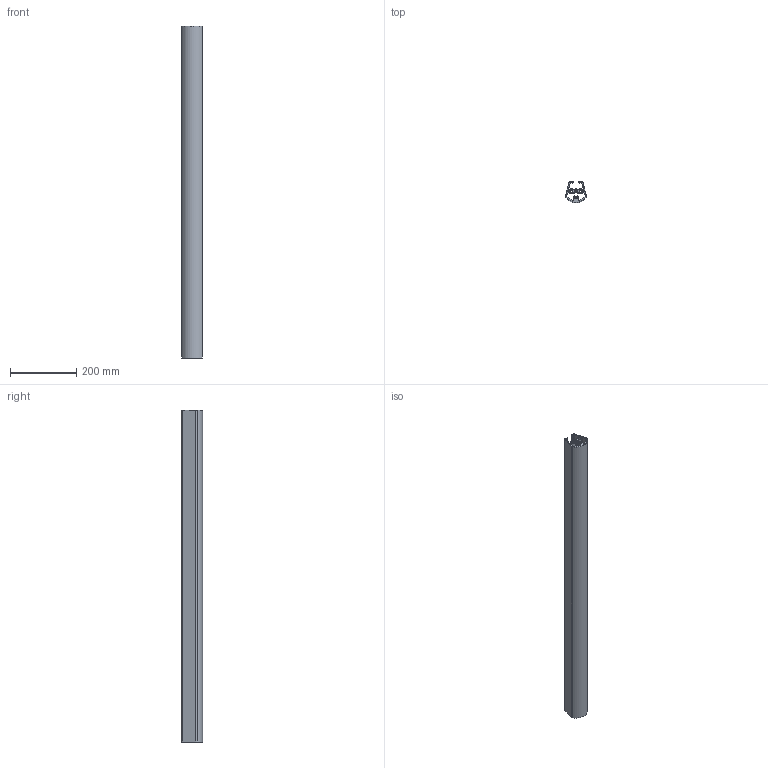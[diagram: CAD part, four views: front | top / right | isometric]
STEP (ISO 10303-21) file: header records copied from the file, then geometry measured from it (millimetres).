
FILE_DESCRIPTION (( 'STEP AP203' ), '1' );
FILE_NAME ('49451002.STEP', '2013-07-25T06:32:34', ( 'fem' ), ( 'Hewlett-Packard Company' ), 'SwSTEP 2.0', 'SolidWorks 2011', '' );
FILE_SCHEMA (( 'CONFIG_CONTROL_DESIGN' ));
Length unit declared in the file: millimetre
Products named in the file (1): 49451002
Bounding box: 63.06 x 63.98 x 1000 mm (x, y, z)
Volume: 1203103.1 mm3; surface area: 575291.5 mm2
Topology: 1 solids, 1 shells, 138 faces, 353 edges, 217 vertices
Faces by surface type: cylinder 69, torus 37, plane 32
Entity records: 4322 total; most frequent: DIRECTION 805, CARTESIAN_POINT 763, ORIENTED_EDGE 706, EDGE_CURVE 353, AXIS2_PLACEMENT_3D 323, VERTEX_POINT 217, CIRCLE 184, VECTOR 159
